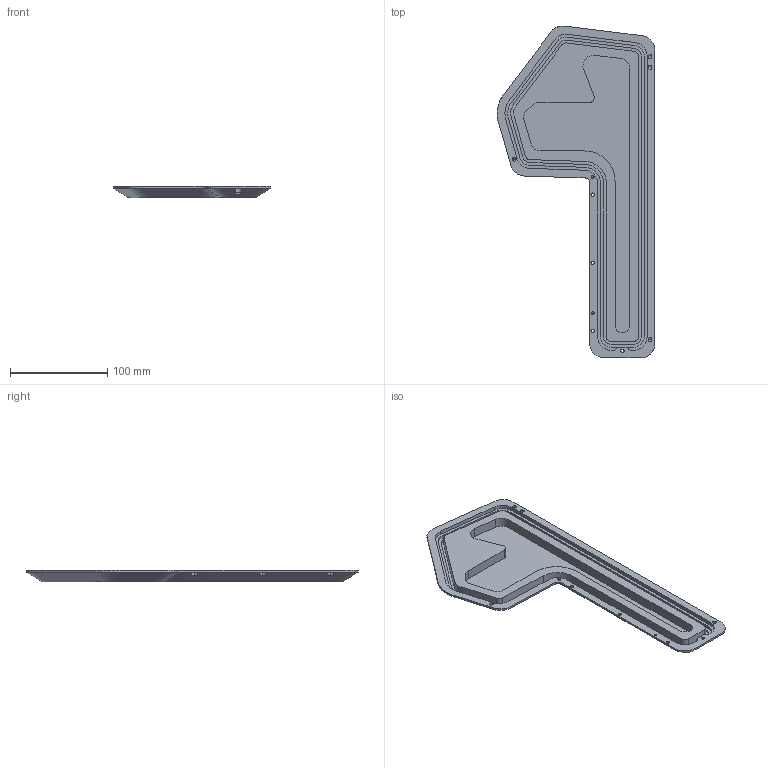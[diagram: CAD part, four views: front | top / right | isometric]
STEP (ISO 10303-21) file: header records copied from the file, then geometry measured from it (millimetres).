
FILE_DESCRIPTION (( 'STEP AP203' ), '1' );
FILE_NAME ('S-14-0214-01.STEP', '2014-04-29T10:23:09', ( '' ), ( '' ), 'SwSTEP 2.0', 'SolidWorks 2013', '' );
FILE_SCHEMA (( 'CONFIG_CONTROL_DESIGN' ));
Length unit declared in the file: millimetre
Products named in the file (1): S-14-0214-01
Bounding box: 162.31 x 341.52 x 12 mm (x, y, z)
Volume: 161781 mm3; surface area: 111138 mm2
Topology: 1 solids, 1 shells, 196 faces, 549 edges, 355 vertices
Faces by surface type: cylinder 97, plane 84, cone 12, bspline 3
Entity records: 7220 total; most frequent: CARTESIAN_POINT 2068, ORIENTED_EDGE 1074, DIRECTION 1059, EDGE_CURVE 537, AXIS2_PLACEMENT_3D 374, VERTEX_POINT 355, VECTOR 311, LINE 311
